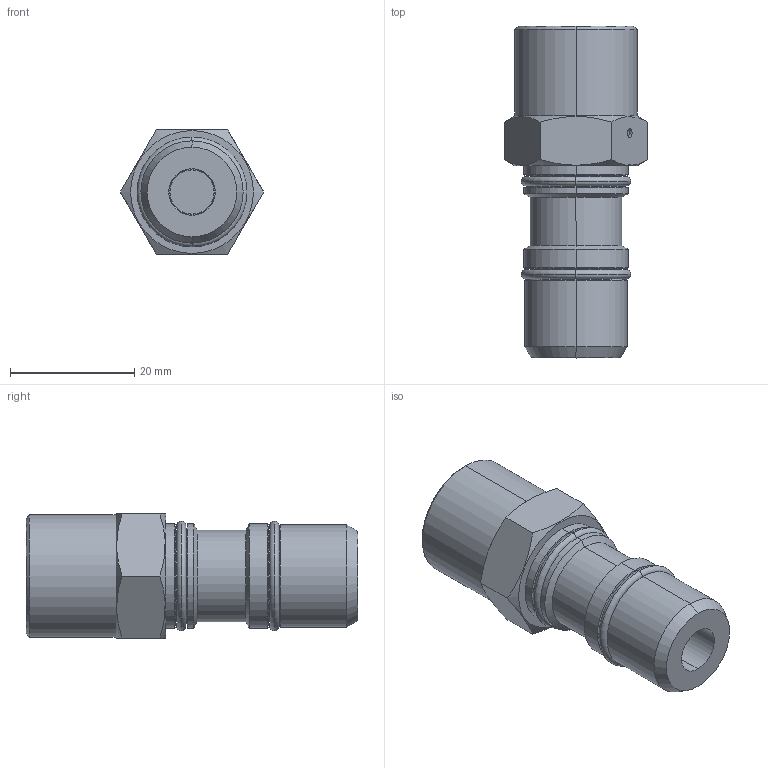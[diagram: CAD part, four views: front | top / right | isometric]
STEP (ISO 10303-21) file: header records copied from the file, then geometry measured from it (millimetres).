
FILE_DESCRIPTION (( 'STEP AP203' ), '1' );
FILE_NAME ('04350U03.STEP', '2011-05-06T15:05:57', ( '' ), ( 'sopra-pneumatic' ), 'SwSTEP 2.0', 'SolidWorks 2009', '' );
FILE_SCHEMA (( 'CONFIG_CONTROL_DESIGN' ));
Length unit declared in the file: millimetre
Products named in the file (1): 04350U03
Bounding box: 23.09 x 53.5 x 20 mm (x, y, z)
Volume: 12619.9 mm3; surface area: 4679.8 mm2
Topology: 3 solids, 3 shells, 80 faces, 170 edges, 96 vertices
Faces by surface type: cylinder 27, cone 26, torus 16, plane 11
Entity records: 2385 total; most frequent: CARTESIAN_POINT 589, DIRECTION 388, ORIENTED_EDGE 340, EDGE_CURVE 170, AXIS2_PLACEMENT_3D 169, VERTEX_POINT 96, CIRCLE 88, EDGE_LOOP 84
